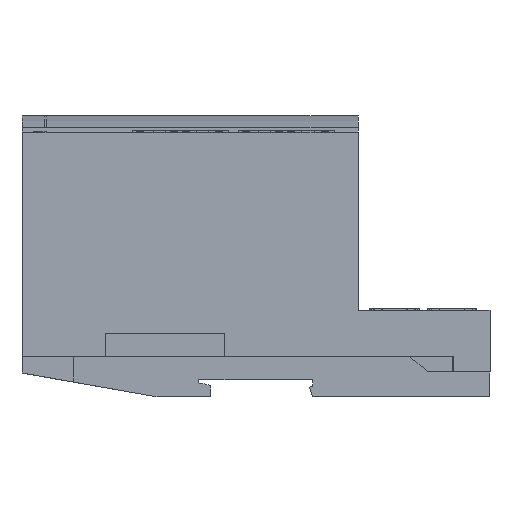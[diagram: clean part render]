
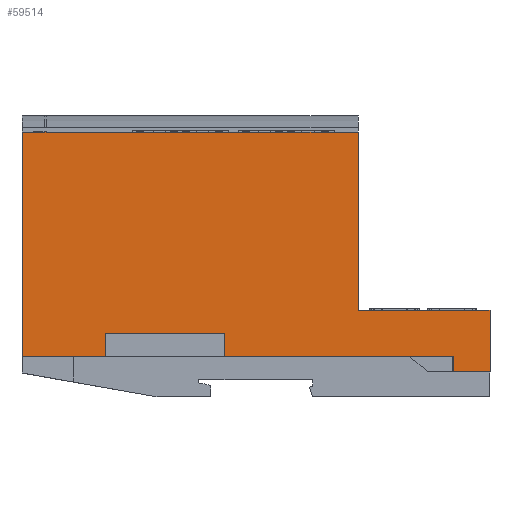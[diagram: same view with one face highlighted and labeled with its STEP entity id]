
A CAD part, left-side view. The second image highlights one B-rep face of the part: STEP entity #59514.
In plain terms, the highlighted planar face has unit normal (-1, 0, 0).
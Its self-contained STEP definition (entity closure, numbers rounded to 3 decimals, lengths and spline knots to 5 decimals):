
#7708=LINE('',#94120,#15526);
#7714=LINE('',#94133,#15532);
#7809=LINE('',#94347,#15627);
#7817=LINE('',#94367,#15635);
#7824=LINE('',#94380,#15642);
#7839=LINE('',#94406,#15657);
#7840=LINE('',#94409,#15658);
#7841=LINE('',#94410,#15659);
#7842=LINE('',#94412,#15660);
#7843=LINE('',#94413,#15661);
#7844=LINE('',#94415,#15662);
#7845=LINE('',#94417,#15663);
#15526=VECTOR('',#77417,1.);
#15532=VECTOR('',#77427,1.);
#15627=VECTOR('',#77610,1.);
#15635=VECTOR('',#77630,1.);
#15642=VECTOR('',#77641,1.);
#15657=VECTOR('',#77670,1.);
#15658=VECTOR('',#77671,1.);
#15659=VECTOR('',#77672,1.);
#15660=VECTOR('',#77673,1.);
#15661=VECTOR('',#77674,1.);
#15662=VECTOR('',#77675,1.);
#15663=VECTOR('',#77676,1.);
#29176=ORIENTED_EDGE('',*,*,#39931,.F.);
#29177=ORIENTED_EDGE('',*,*,#39932,.F.);
#29178=ORIENTED_EDGE('',*,*,#39793,.F.);
#29179=ORIENTED_EDGE('',*,*,#39916,.F.);
#29180=ORIENTED_EDGE('',*,*,#39787,.T.);
#29181=ORIENTED_EDGE('',*,*,#39909,.F.);
#29182=ORIENTED_EDGE('',*,*,#39933,.F.);
#29183=ORIENTED_EDGE('',*,*,#39934,.T.);
#29184=ORIENTED_EDGE('',*,*,#39899,.F.);
#29185=ORIENTED_EDGE('',*,*,#39935,.T.);
#29186=ORIENTED_EDGE('',*,*,#39936,.T.);
#29187=ORIENTED_EDGE('',*,*,#39937,.F.);
#39787=EDGE_CURVE('',#45221,#45220,#7708,.T.);
#39793=EDGE_CURVE('',#45226,#45227,#7714,.T.);
#39899=EDGE_CURVE('',#45301,#45302,#7809,.T.);
#39909=EDGE_CURVE('',#45307,#45220,#7817,.T.);
#39916=EDGE_CURVE('',#45221,#45226,#7824,.T.);
#39931=EDGE_CURVE('',#45315,#45316,#7839,.T.);
#39932=EDGE_CURVE('',#45227,#45315,#7840,.T.);
#39933=EDGE_CURVE('',#45317,#45307,#7841,.T.);
#39934=EDGE_CURVE('',#45317,#45302,#7842,.T.);
#39935=EDGE_CURVE('',#45301,#45318,#7843,.T.);
#39936=EDGE_CURVE('',#45318,#45319,#7844,.T.);
#39937=EDGE_CURVE('',#45316,#45319,#7845,.T.);
#45220=VERTEX_POINT('',#94119);
#45221=VERTEX_POINT('',#94121);
#45226=VERTEX_POINT('',#94134);
#45227=VERTEX_POINT('',#94135);
#45301=VERTEX_POINT('',#94348);
#45302=VERTEX_POINT('',#94349);
#45307=VERTEX_POINT('',#94368);
#45315=VERTEX_POINT('',#94407);
#45316=VERTEX_POINT('',#94408);
#45317=VERTEX_POINT('',#94411);
#45318=VERTEX_POINT('',#94414);
#45319=VERTEX_POINT('',#94416);
#48842=EDGE_LOOP('',(#29176,#29177,#29178,#29179,#29180,#29181,#29182,#29183,
#29184,#29185,#29186,#29187));
#52660=FACE_BOUND('',#48842,.T.);
#56316=PLANE('',#63068);
#59514=ADVANCED_FACE('',(#52660),#56316,.F.);
#63068=AXIS2_PLACEMENT_3D('',#94405,#77668,#77669);
#77417=DIRECTION('',(0.,0.,-1.));
#77427=DIRECTION('',(0.,0.,-1.));
#77610=DIRECTION('',(0.,0.,1.));
#77630=DIRECTION('',(0.,-1.,0.));
#77641=DIRECTION('',(0.,-1.,0.));
#77668=DIRECTION('',(1.,0.,0.));
#77669=DIRECTION('',(0.,0.,-1.));
#77670=DIRECTION('',(0.,0.,-1.));
#77671=DIRECTION('',(0.,-1.,0.));
#77672=DIRECTION('',(0.,0.,1.));
#77673=DIRECTION('',(0.,-1.,0.));
#77674=DIRECTION('',(0.,-1.,0.));
#77675=DIRECTION('',(0.,0.,1.));
#77676=DIRECTION('',(0.,-1.,0.));
#94119=CARTESIAN_POINT('',(-0.0855,0.06883,0.0779));
#94120=CARTESIAN_POINT('',(-0.0855,0.06883,0.));
#94121=CARTESIAN_POINT('',(-0.0855,0.06883,0.078));
#94133=CARTESIAN_POINT('',(-0.0855,0.068,-0.00985));
#94134=CARTESIAN_POINT('',(-0.0855,0.068,0.078));
#94135=CARTESIAN_POINT('',(-0.0855,0.068,0.0779));
#94347=CARTESIAN_POINT('',(-0.0855,-0.064,0.));
#94348=CARTESIAN_POINT('',(-0.0855,-0.064,0.));
#94349=CARTESIAN_POINT('',(-0.0855,-0.064,0.005));
#94367=CARTESIAN_POINT('',(-0.0855,0.076,0.0779));
#94368=CARTESIAN_POINT('',(-0.0855,0.076,0.0779));
#94380=CARTESIAN_POINT('',(-0.0855,0.06883,0.078));
#94405=CARTESIAN_POINT('',(-0.0855,0.076,0.));
#94406=CARTESIAN_POINT('',(-0.0855,-0.03315,0.0779));
#94407=CARTESIAN_POINT('',(-0.0855,-0.03315,0.0779));
#94408=CARTESIAN_POINT('',(-0.0855,-0.03315,0.0201));
#94409=CARTESIAN_POINT('',(-0.0855,0.068,0.0779));
#94410=CARTESIAN_POINT('',(-0.0855,0.076,0.005));
#94411=CARTESIAN_POINT('',(-0.0855,0.076,0.005));
#94412=CARTESIAN_POINT('',(-0.0855,0.076,0.005));
#94413=CARTESIAN_POINT('',(-0.0855,-0.064,0.));
#94414=CARTESIAN_POINT('',(-0.0855,-0.076,0.));
#94415=CARTESIAN_POINT('',(-0.0855,-0.076,0.));
#94416=CARTESIAN_POINT('',(-0.0855,-0.076,0.0201));
#94417=CARTESIAN_POINT('',(-0.0855,-0.03315,0.0201));
